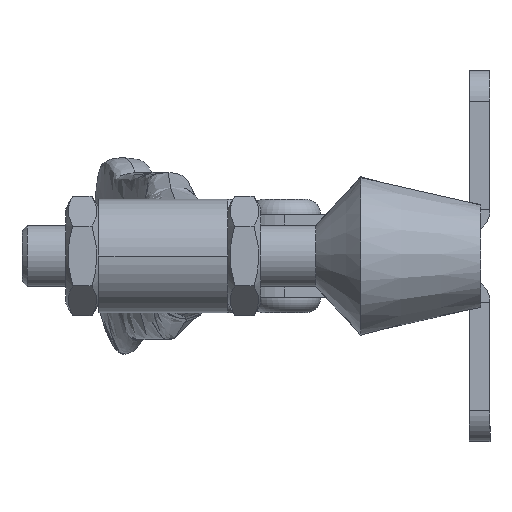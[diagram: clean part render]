
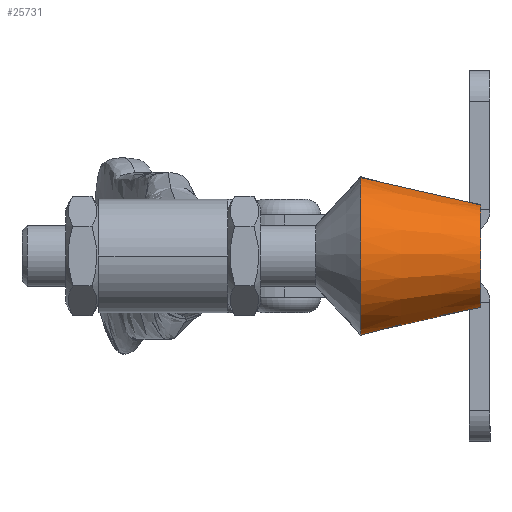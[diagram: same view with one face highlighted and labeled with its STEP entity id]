
A CAD part, left-side view. The second image highlights one B-rep face of the part: STEP entity #25731.
In plain terms, the highlighted conical face has half-angle 13 degrees and reference radius 5 mm.
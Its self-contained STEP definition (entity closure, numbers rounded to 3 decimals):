
#1578 = EDGE_CURVE ( 'NONE', #21086, #21164, #10604, .T. ) ;
#4917 = CONICAL_SURFACE ( 'NONE', #10722, 5., 0.227 ) ;
#4928 = FACE_OUTER_BOUND ( 'NONE', #14845, .T. ) ;
#5533 = EDGE_CURVE ( 'NONE', #20679, #21086, #10569, .T. ) ;
#5933 = EDGE_CURVE ( 'NONE', #20679, #21084, #10554, .T. ) ;
#5935 = EDGE_CURVE ( 'NONE', #21084, #21164, #10549, .T. ) ;
#7096 = CARTESIAN_POINT ( 'NONE',  ( 0., 0., 0. ) ) ;
#7134 = DIRECTION ( 'NONE',  ( 0., 0., 1. ) ) ;
#7135 = DIRECTION ( 'NONE',  ( 0., 1., 0. ) ) ;
#10549 = CIRCLE ( 'NONE', #19134, 7.685 ) ;
#10550 = VECTOR ( 'NONE', #30035, 1000. ) ;
#10554 = LINE ( 'NONE', #30044, #10550 ) ;
#10569 = CIRCLE ( 'NONE', #19127, 5. ) ;
#10599 = VECTOR ( 'NONE', #30254, 1000. ) ;
#10604 = LINE ( 'NONE', #30281, #10599 ) ;
#10722 = AXIS2_PLACEMENT_3D ( 'NONE', #7096, #7135, #7134 ) ;
#12803 = CARTESIAN_POINT ( 'NONE',  ( 0., 11.631, 0. ) ) ;
#12813 = DIRECTION ( 'NONE',  ( 0., 0., 1. ) ) ;
#12814 = DIRECTION ( 'NONE',  ( 0., 1., 0. ) ) ;
#14090 = ORIENTED_EDGE ( 'NONE', *, *, #5533, .T. ) ;
#14128 = ORIENTED_EDGE ( 'NONE', *, *, #1578, .T. ) ;
#14208 = ORIENTED_EDGE ( 'NONE', *, *, #5935, .F. ) ;
#14563 = ORIENTED_EDGE ( 'NONE', *, *, #5933, .F. ) ;
#14845 = EDGE_LOOP ( 'NONE', ( #14563, #14090, #14128, #14208 ) ) ;
#19127 = AXIS2_PLACEMENT_3D ( 'NONE', #30065, #30054, #30056 ) ;
#19134 = AXIS2_PLACEMENT_3D ( 'NONE', #12803, #12814, #12813 ) ;
#20679 = VERTEX_POINT ( 'NONE', #22029 ) ;
#21084 = VERTEX_POINT ( 'NONE', #21624 ) ;
#21086 = VERTEX_POINT ( 'NONE', #21622 ) ;
#21164 = VERTEX_POINT ( 'NONE', #21544 ) ;
#21544 = CARTESIAN_POINT ( 'NONE',  ( 0., 11.631, 7.685 ) ) ;
#21622 = CARTESIAN_POINT ( 'NONE',  ( 0., 0., 5. ) ) ;
#21624 = CARTESIAN_POINT ( 'NONE',  ( 0., 11.631, -7.685 ) ) ;
#22029 = CARTESIAN_POINT ( 'NONE',  ( 0., 0., -5. ) ) ;
#25731 = ADVANCED_FACE ( 'NONE', ( #4928 ), #4917, .T. ) ;
#30035 = DIRECTION ( 'NONE',  ( 0., 0.974, -0.225 ) ) ;
#30044 = CARTESIAN_POINT ( 'NONE',  ( 0., 0., -5. ) ) ;
#30054 = DIRECTION ( 'NONE',  ( 0., 1., 0. ) ) ;
#30056 = DIRECTION ( 'NONE',  ( 0., 0., 1. ) ) ;
#30065 = CARTESIAN_POINT ( 'NONE',  ( 0., 0., 0. ) ) ;
#30254 = DIRECTION ( 'NONE',  ( 0., 0.974, 0.225 ) ) ;
#30281 = CARTESIAN_POINT ( 'NONE',  ( 0., 0., 5. ) ) ;
